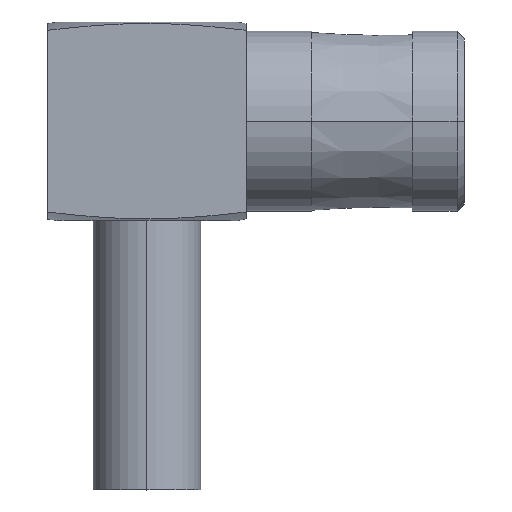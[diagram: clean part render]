
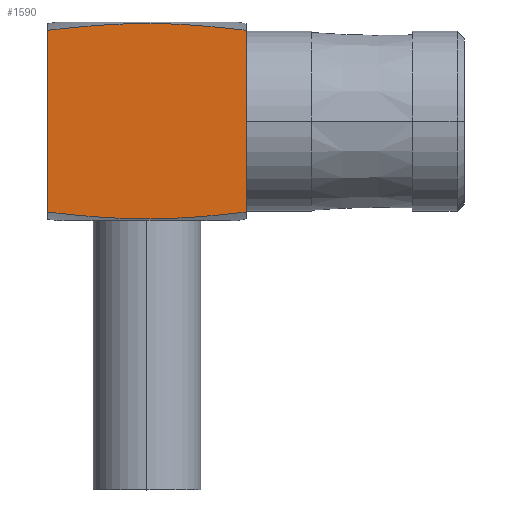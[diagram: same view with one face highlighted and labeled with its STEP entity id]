
A CAD part, top view. The second image highlights one B-rep face of the part: STEP entity #1590.
In plain terms, the highlighted planar face has unit normal (0, 0, 1).
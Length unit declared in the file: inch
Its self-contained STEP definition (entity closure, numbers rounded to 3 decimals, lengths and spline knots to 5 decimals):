
#130 = EDGE_CURVE ( 'NONE', #960, #553, #1733, .T. ) ;
#228 = ORIENTED_EDGE ( 'NONE', *, *, #1671, .T. ) ;
#237 = CARTESIAN_POINT ( 'NONE',  ( 0., -0.13568, 0.138 ) ) ;
#313 = CARTESIAN_POINT ( 'NONE',  ( -0.13775, 0.13775, 0.138 ) ) ;
#347 = CARTESIAN_POINT ( 'NONE',  ( -0.13775, 0.12624, 0.138 ) ) ;
#511 = ORIENTED_EDGE ( 'NONE', *, *, #1376, .T. ) ;
#512 = CARTESIAN_POINT ( 'NONE',  ( 0.09201, -0.13159, 0.138 ) ) ;
#553 = VERTEX_POINT ( 'NONE', #1568 ) ;
#652 = DIRECTION ( 'NONE',  ( 0., -1., 0. ) ) ;
#729 = ORIENTED_EDGE ( 'NONE', *, *, #3343, .T. ) ;
#746 = CARTESIAN_POINT ( 'NONE',  ( -0.13775, -0.12624, 0.138 ) ) ;
#803 = ORIENTED_EDGE ( 'NONE', *, *, #1130, .T. ) ;
#806 = CARTESIAN_POINT ( 'NONE',  ( 0.13775, 0.12624, 0.138 ) ) ;
#831 = DIRECTION ( 'NONE',  ( 0., 1., 0. ) ) ;
#850 = CARTESIAN_POINT ( 'NONE',  ( 0.13775, -0.12624, 0.138 ) ) ;
#934 = CARTESIAN_POINT ( 'NONE',  ( 0., 0.13568, 0.138 ) ) ;
#960 = VERTEX_POINT ( 'NONE', #746 ) ;
#972 = CARTESIAN_POINT ( 'NONE',  ( -0.13775, 0.12624, 0.138 ) ) ;
#1002 = LINE ( 'NONE', #3431, #3639 ) ;
#1083 = CARTESIAN_POINT ( 'NONE',  ( -0.09195, -0.1316, 0.138 ) ) ;
#1089 = CARTESIAN_POINT ( 'NONE',  ( 0.04595, 0.13568, 0.138 ) ) ;
#1103 = CARTESIAN_POINT ( 'NONE',  ( 0., -0.13568, 0.138 ) ) ;
#1130 = EDGE_CURVE ( 'NONE', #3656, #1963, #1002, .T. ) ;
#1376 = EDGE_CURVE ( 'NONE', #553, #3656, #3529, .T. ) ;
#1394 = CARTESIAN_POINT ( 'NONE',  ( -0.04598, -0.13568, 0.138 ) ) ;
#1521 = CARTESIAN_POINT ( 'NONE',  ( -0.13775, -0.13775, 0.138 ) ) ;
#1568 = CARTESIAN_POINT ( 'NONE',  ( 0., -0.13568, 0.138 ) ) ;
#1590 = ADVANCED_FACE ( 'NONE', ( #3330 ), #1745, .F. ) ;
#1671 = EDGE_CURVE ( 'NONE', #1727, #960, #3381, .T. ) ;
#1727 = VERTEX_POINT ( 'NONE', #347 ) ;
#1733 = B_SPLINE_CURVE_WITH_KNOTS ( 'NONE', 3,
 ( #2810, #1083, #1394, #1103 ),
 .UNSPECIFIED., .F., .F.,
 ( 4, 4 ),
 ( 0.00352, 0.00704 ),
 .UNSPECIFIED. ) ;
#1745 = PLANE ( 'NONE',  #3673 ) ;
#1851 = CARTESIAN_POINT ( 'NONE',  ( -0.09195, 0.1316, 0.138 ) ) ;
#1963 = VERTEX_POINT ( 'NONE', #2253 ) ;
#2171 = VERTEX_POINT ( 'NONE', #3479 ) ;
#2178 = B_SPLINE_CURVE_WITH_KNOTS ( 'NONE', 3,
 ( #806, #2199, #1089, #2486 ),
 .UNSPECIFIED., .F., .F.,
 ( 4, 4 ),
 ( 0.01095, 0.01446 ),
 .UNSPECIFIED. ) ;
#2199 = CARTESIAN_POINT ( 'NONE',  ( 0.09201, 0.13159, 0.138 ) ) ;
#2200 = CARTESIAN_POINT ( 'NONE',  ( 0.04595, -0.13568, 0.138 ) ) ;
#2253 = CARTESIAN_POINT ( 'NONE',  ( 0.13775, 0.12624, 0.138 ) ) ;
#2296 = DIRECTION ( 'NONE',  ( 0., 0., -1. ) ) ;
#2486 = CARTESIAN_POINT ( 'NONE',  ( 0., 0.13568, 0.138 ) ) ;
#2488 = CARTESIAN_POINT ( 'NONE',  ( 0.13775, -0.12624, 0.138 ) ) ;
#2516 = ORIENTED_EDGE ( 'NONE', *, *, #3631, .T. ) ;
#2527 = VECTOR ( 'NONE', #652, 39.37008 ) ;
#2537 = DIRECTION ( 'NONE',  ( -1., 0., 0. ) ) ;
#2683 = B_SPLINE_CURVE_WITH_KNOTS ( 'NONE', 3,
 ( #934, #3239, #1851, #972 ),
 .UNSPECIFIED., .F., .F.,
 ( 4, 4 ),
 ( 0.01446, 0.01797 ),
 .UNSPECIFIED. ) ;
#2810 = CARTESIAN_POINT ( 'NONE',  ( -0.13775, -0.12624, 0.138 ) ) ;
#3154 = EDGE_LOOP ( 'NONE', ( #228, #3440, #511, #803, #2516, #729 ) ) ;
#3239 = CARTESIAN_POINT ( 'NONE',  ( -0.04598, 0.13568, 0.138 ) ) ;
#3330 = FACE_OUTER_BOUND ( 'NONE', #3154, .T. ) ;
#3343 = EDGE_CURVE ( 'NONE', #2171, #1727, #2683, .T. ) ;
#3381 = LINE ( 'NONE', #1521, #2527 ) ;
#3431 = CARTESIAN_POINT ( 'NONE',  ( 0.13775, -0.13775, 0.138 ) ) ;
#3440 = ORIENTED_EDGE ( 'NONE', *, *, #130, .T. ) ;
#3479 = CARTESIAN_POINT ( 'NONE',  ( 0., 0.13568, 0.138 ) ) ;
#3529 = B_SPLINE_CURVE_WITH_KNOTS ( 'NONE', 3,
 ( #237, #2200, #512, #2488 ),
 .UNSPECIFIED., .F., .F.,
 ( 4, 4 ),
 ( 0.00704, 0.01055 ),
 .UNSPECIFIED. ) ;
#3631 = EDGE_CURVE ( 'NONE', #1963, #2171, #2178, .T. ) ;
#3639 = VECTOR ( 'NONE', #831, 39.37008 ) ;
#3656 = VERTEX_POINT ( 'NONE', #850 ) ;
#3673 = AXIS2_PLACEMENT_3D ( 'NONE', #313, #2296, #2537 ) ;
